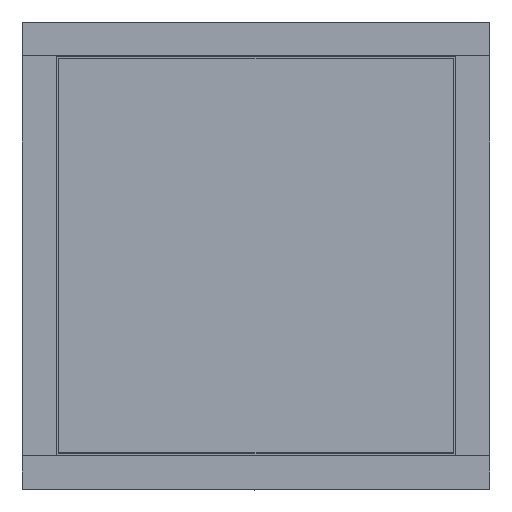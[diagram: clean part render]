
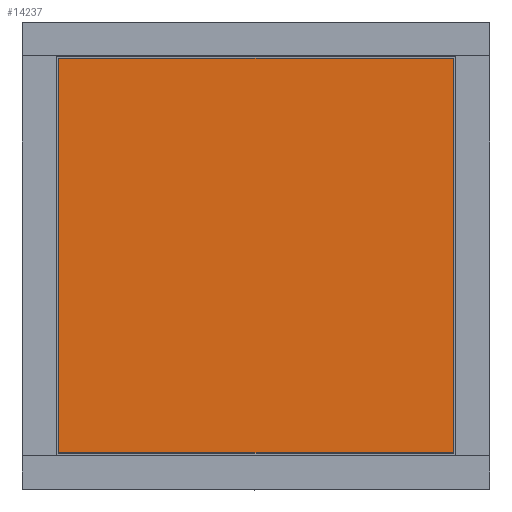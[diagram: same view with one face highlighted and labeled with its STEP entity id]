
A CAD part, top view. The second image highlights one B-rep face of the part: STEP entity #14237.
In plain terms, the highlighted planar face has unit normal (0, 0, 1).
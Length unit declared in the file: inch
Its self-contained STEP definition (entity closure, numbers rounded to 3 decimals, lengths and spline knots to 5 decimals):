
#493=PLANE('',#15232);
#1213=FACE_OUTER_BOUND('',#2002,.T.);
#2002=EDGE_LOOP('',(#11842,#11843,#11844,#11845));
#3181=LINE('',#22719,#4740);
#3185=LINE('',#22727,#4744);
#3188=LINE('',#22733,#4747);
#3191=LINE('',#22738,#4750);
#4740=VECTOR('',#17871,0.3937);
#4744=VECTOR('',#17877,0.3937);
#4747=VECTOR('',#17882,0.3937);
#4750=VECTOR('',#17887,0.3937);
#6728=VERTEX_POINT('',#22717);
#6729=VERTEX_POINT('',#22718);
#6732=VERTEX_POINT('',#22726);
#6734=VERTEX_POINT('',#22732);
#8536=EDGE_CURVE('',#6728,#6729,#3181,.T.);
#8540=EDGE_CURVE('',#6729,#6732,#3185,.T.);
#8543=EDGE_CURVE('',#6732,#6734,#3188,.T.);
#8546=EDGE_CURVE('',#6734,#6728,#3191,.T.);
#11842=ORIENTED_EDGE('',*,*,#8536,.F.);
#11843=ORIENTED_EDGE('',*,*,#8546,.F.);
#11844=ORIENTED_EDGE('',*,*,#8543,.F.);
#11845=ORIENTED_EDGE('',*,*,#8540,.F.);
#14237=ADVANCED_FACE('',(#1213),#493,.T.);
#15232=AXIS2_PLACEMENT_3D('',#22741,#17891,#17892);
#17871=DIRECTION('',(0.,1.,0.));
#17877=DIRECTION('',(1.,0.,0.));
#17882=DIRECTION('',(0.,-1.,0.));
#17887=DIRECTION('',(-1.,0.,0.));
#17891=DIRECTION('center_axis',(0.,0.,
1.));
#17892=DIRECTION('ref_axis',(1.,0.,0.));
#22717=CARTESIAN_POINT('',(-0.29921,-0.29921,1.05512));
#22718=CARTESIAN_POINT('',(-0.29921,0.29921,1.05512));
#22719=CARTESIAN_POINT('',(-0.29921,0.29921,1.05512));
#22726=CARTESIAN_POINT('',(0.29921,0.29921,1.05512));
#22727=CARTESIAN_POINT('',(0.29921,0.29921,1.05512));
#22732=CARTESIAN_POINT('',(0.29921,-0.29921,1.05512));
#22733=CARTESIAN_POINT('',(0.29921,-0.29921,1.05512));
#22738=CARTESIAN_POINT('',(-0.29921,-0.29921,1.05512));
#22741=CARTESIAN_POINT('Origin',(0.,0.,
1.05512));
